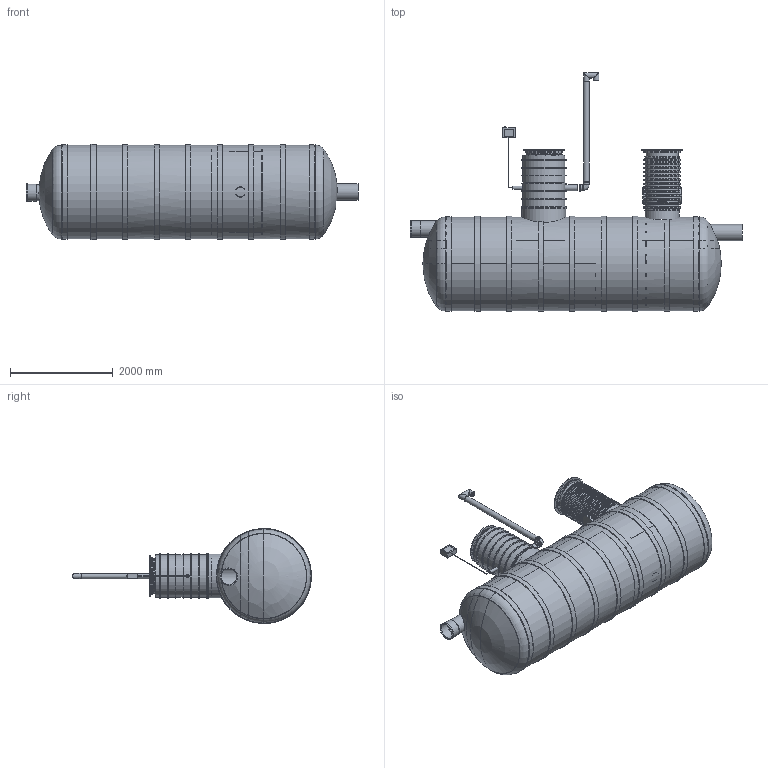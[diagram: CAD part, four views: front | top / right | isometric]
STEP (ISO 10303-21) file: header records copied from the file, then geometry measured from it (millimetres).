
FILE_DESCRIPTION(/* description */ ('Unknown'),/* implementation_level */ '2;1');
FILE_NAME(/* name */ 'EQ 1.klassi õlieraldaja NS40',/* time_stamp */ '2023-04-11T14:50:16+03:00',/* author */ ('Unknown'),/* organization */ ('Unknown'),/* preprocessor_version */ 'ST-DEVELOPER v18.1',/* originating_system */ 'Solid Edge',/* authorisation */ 'Unknown');
FILE_SCHEMA (('AUTOMOTIVE_DESIGN {1 0 10303 214 3 1 1}'));
Length unit declared in the file: millimetre
Products named in the file (53): EQ 1.klass NS40 õlieraldaja; EQ NS40 kestakoost; D1800 silinder 45898; 2508.102_ots1; 2508.103_ots2_oa_0; 2647.104_vahesein1; PVC_polv_315; 2508.107_sisend D315; 2508.110_valjund toru D315; 2647.111_valjundile toru D315; PVC Kaksikmuhv d315; D665 KP silinder 26.04.19; D800 KP silinder 9.12.19; 2647.200; 2647.201 vahesein; Raam kahele filtriplokile 2631.000_var2; 2631.001_var2; 2631.002_var2; Polt_M6x20HK; Mutter M6 a2_NY; Filter HD Q-PAC; 2647.202; 2647.203; 2647.204; 2647.205; 2647.206; 2508.001_liivamaht NS40; 2508.002_olimaht NS40; 2703.001; Ujuk_oa_1; Olieraldustoru1; SO012747-3.002; keermelattM8x200; Mutter M8RVNY; Seib 8 RV; Ujuk_oa_2; RoundTubing 63x4.7_oa_3; PE_vent_malm; PVC_polv_110; PE venttoru DN100 L=2000 ...
Assembly tree (74 placements, depth 5):
  EQ 1.klass NS40 õlieraldaja
    EQ NS40 kestakoost
      D1800 silinder 45898
      2508.102_ots1
      2508.103_ots2_oa_0
      2647.104_vahesein1
      PVC_polv_315  x2
      2508.107_sisend D315
      2508.110_valjund toru D315
      2647.111_valjundile toru D315
      PVC Kaksikmuhv d315  x2
      D665 KP silinder 26.04.19
      D800 KP silinder 9.12.19
      2647.200
        2647.201 vahesein
        Raam kahele filtriplokile 2631.000_var2  x10
          2631.001_var2
          2631.002_var2
          Polt_M6x20HK
          Mutter M6 a2_NY
          Filter HD Q-PAC
        2647.202
        2647.203
        2647.204  x2
        2647.205  x2
        2647.206
    2508.001_liivamaht NS40
    2508.002_olimaht NS40
    2703.001  x2
    Ujuk_oa_1
    Olieraldustoru1
      SO012747-3.002
      keermelattM8x200
      Mutter M8RVNY  x2
      Seib 8 RV  x2
    Ujuk_oa_2
    RoundTubing 63x4.7_oa_3
    PE_vent_malm
      PVC_polv_110
      PE venttoru DN100 L=2000
      Rotoventiots
    RoundTubing 110x6.6_oa_4
    2697.001 tihend teeninduskaevule 670_var2  x3
    EQ D800 uus rotost teeninduskaev_lisaga 7.03.23
    Malmluuk_D600_(Ginmika)  x2
      Malmluugi_korpus_D600_(Ginmika)
      Malmluugi_kaan_D600_(Ginmika)
    2693.001_var3
    Tihend teeninduskaevule 800
    2508.003_efektiivne maht NS40
    elektrikarp loikefotole
    RoundTubing 25x2.3_oa_5
    Ujuk_oa_6
Bounding box: 6450 x 4641.94 x 1847 mm (x, y, z)
Volume: 16575357062.3 mm3; surface area: 216972043.1 mm2
Topology: 136 solids, 137 shells, 2606 faces, 5947 edges, 3738 vertices
Faces by surface type: plane 1694, cylinder 659, torus 165, cone 55, bspline 23, sphere 10
Full cylindrical faces by diameter (mm): 4.917 x20, 6 x22, 6.8 x2, 7 x40, 8 x31, 8.4 x2, 8.5 x3, 9 x4, 10 x62, 16 x2, 20 x1, 20.4 x1, 25 x1, 53.6 x1, 63 x1, 96.8 x1, 100 x2, 103.2 x3, 105 x1, 110 x9, 120 x2, 130 x2, 184 x1, 190.4 x1, 200 x2, 302.6 x2, 303 x1, 305 x6, 315 x16, 324 x1
Entity records: 29350 total; most frequent: CARTESIAN_POINT 8237, DIRECTION 4178, ORIENTED_EDGE 3384, AXIS2_PLACEMENT_3D 1777, EDGE_CURVE 1692, EDGE_LOOP 1516, FACE_BOUND 1516, VERTEX_POINT 1266
